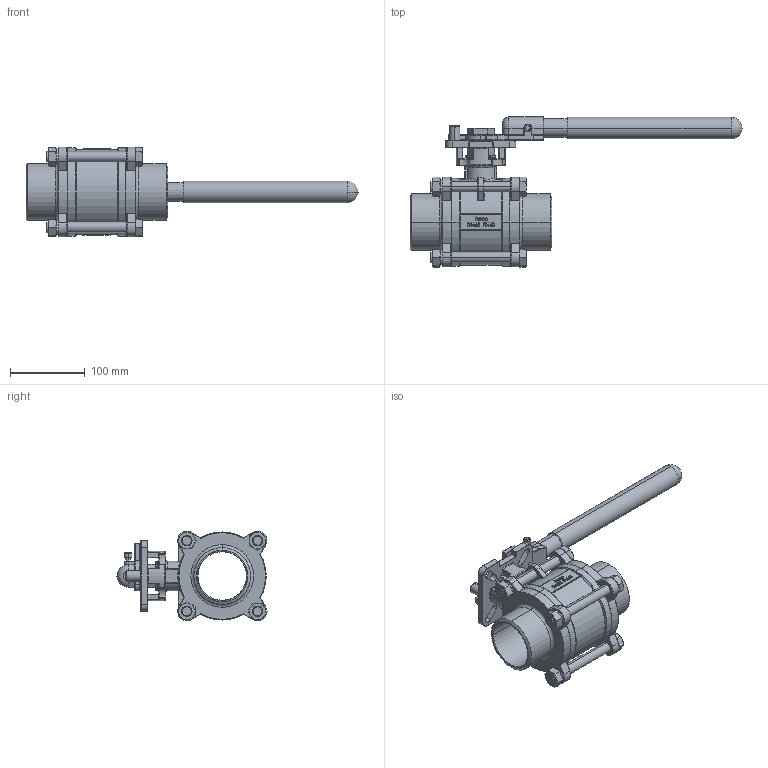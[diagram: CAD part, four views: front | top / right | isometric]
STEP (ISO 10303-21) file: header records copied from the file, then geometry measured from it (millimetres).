
FILE_DESCRIPTION (( 'STEP AP214' ), '1' );
FILE_NAME ('K3-212-0SS-4 Kugelhahn heco.STEP', '2018-07-11T08:34:22', ( '' ), ( '' ), 'SwSTEP 2.0', 'SolidWorks 2016', '' );
FILE_SCHEMA (( 'AUTOMOTIVE_DESIGN' ));
Length unit declared in the file: millimetre
Products named in the file (1): K3-212-0SS-4 Kugelhahn heco
Bounding box: 445 x 201.08 x 120.16 mm (x, y, z)
Volume: 1290792.8 mm3; surface area: 245239 mm2
Topology: 1 solids, 2 shells, 1701 faces, 4142 edges, 2453 vertices
Faces by surface type: plane 517, cylinder 421, bspline 334, torus 241, cone 131, sphere 57
Entity records: 68743 total; most frequent: CARTESIAN_POINT 27224, ORIENTED_EDGE 8148, DIRECTION 7397, EDGE_CURVE 4074, AXIS2_PLACEMENT_3D 2843, VERTEX_POINT 2451, EDGE_LOOP 1805, LINE 1711
